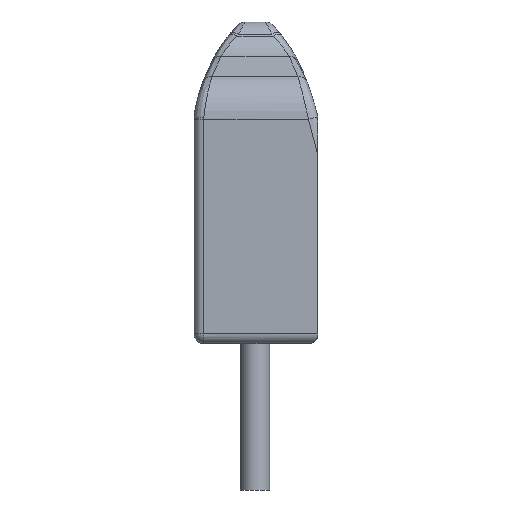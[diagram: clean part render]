
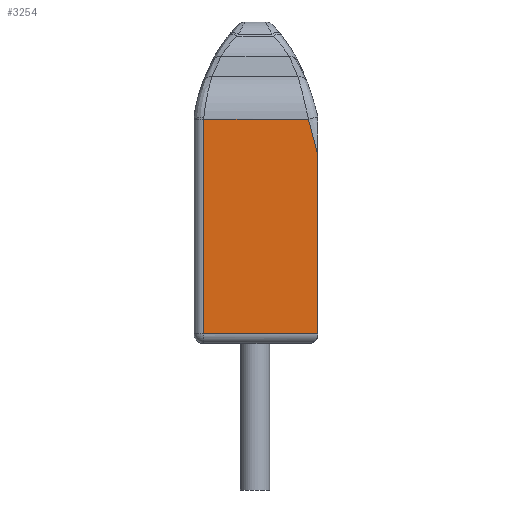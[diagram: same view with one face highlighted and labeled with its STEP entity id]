
A CAD part, left-side view. The second image highlights one B-rep face of the part: STEP entity #3254.
In plain terms, the highlighted planar face has unit normal (-1, 0, 0).
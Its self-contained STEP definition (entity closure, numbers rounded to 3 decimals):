
#44 = PLANE('',#45);
#45 = AXIS2_PLACEMENT_3D('',#46,#47,#48);
#46 = CARTESIAN_POINT('',(-0.003,-2.54,2.993));
#47 = DIRECTION('',(0.,-1.,0.));
#48 = DIRECTION('',(0.,0.,-1.));
#536 = VERTEX_POINT('',#537);
#537 = CARTESIAN_POINT('',(-3.8,-2.54,3.858));
#605 = ( BOUNDED_SURFACE() B_SPLINE_SURFACE(2,9,(
    (#606,#607,#608,#609,#610,#611,#612,#613,#614,#615)
    ,(#616,#617,#618,#619,#620,#621,#622,#623,#624,#625)
    ,(#626,#627,#628,#629,#630,#631,#632,#633,#634,#635
)),.UNSPECIFIED.,.F.,.F.,.F.) B_SPLINE_SURFACE_WITH_KNOTS((3,3),(10,10),
  (0.,0.461),(-0.456,0.006),
.PIECEWISE_BEZIER_KNOTS.) GEOMETRIC_REPRESENTATION_ITEM() 
RATIONAL_B_SPLINE_SURFACE((
    (1.,1.,1.,1.,1.,1.,1.,1.,1.,1.)
    ,(0.707,0.706,0.706,0.706
      ,0.706,0.706,0.707,0.707
      ,0.707,0.707)
,(1.,1.,1.,1.,1.,1.,1.,1.,1.,1.))) REPRESENTATION_ITEM('') SURFACE() );
#606 = CARTESIAN_POINT('',(-3.8,-2.54,3.858));
#607 = CARTESIAN_POINT('',(-3.8,-2.498,4.018));
#608 = CARTESIAN_POINT('',(-3.8,-2.466,4.139));
#609 = CARTESIAN_POINT('',(-3.8,-2.441,4.233));
#610 = CARTESIAN_POINT('',(-3.8,-2.421,4.309));
#611 = CARTESIAN_POINT('',(-3.8,-2.403,4.376));
#612 = CARTESIAN_POINT('',(-3.8,-2.389,4.433));
#613 = CARTESIAN_POINT('',(-3.8,-2.374,4.489));
#614 = CARTESIAN_POINT('',(-3.8,-2.36,4.544));
#615 = CARTESIAN_POINT('',(-3.8,-2.345,4.6));
#616 = CARTESIAN_POINT('',(-3.8,-2.734,3.907));
#617 = CARTESIAN_POINT('',(-3.8,-2.692,4.067));
#618 = CARTESIAN_POINT('',(-3.8,-2.661,4.187));
#619 = CARTESIAN_POINT('',(-3.8,-2.636,4.281));
#620 = CARTESIAN_POINT('',(-3.8,-2.616,4.356));
#621 = CARTESIAN_POINT('',(-3.8,-2.598,4.423));
#622 = CARTESIAN_POINT('',(-3.8,-2.583,4.481));
#623 = CARTESIAN_POINT('',(-3.8,-2.568,4.538));
#624 = CARTESIAN_POINT('',(-3.8,-2.553,4.594));
#625 = CARTESIAN_POINT('',(-3.8,-2.538,4.651));
#626 = CARTESIAN_POINT('',(-3.601,-2.728,
    3.93));
#627 = CARTESIAN_POINT('',(-3.601,-2.685,
    4.093));
#628 = CARTESIAN_POINT('',(-3.602,-2.653,
    4.218));
#629 = CARTESIAN_POINT('',(-3.602,-2.627,4.314)
  );
#630 = CARTESIAN_POINT('',(-3.603,-2.607,
    4.392));
#631 = CARTESIAN_POINT('',(-3.602,-2.59,
    4.456));
#632 = CARTESIAN_POINT('',(-3.6,-2.577,
    4.503));
#633 = CARTESIAN_POINT('',(-3.6,-2.565,
    4.55));
#634 = CARTESIAN_POINT('',(-3.6,-2.553,
    4.595));
#635 = CARTESIAN_POINT('',(-3.6,-2.541,
    4.642));
#670 = EDGE_CURVE('',#536,#671,#673,.T.);
#671 = VERTEX_POINT('',#672);
#672 = CARTESIAN_POINT('',(-3.8,-2.54,0.2));
#673 = SURFACE_CURVE('',#674,(#678,#685),.PCURVE_S1.);
#674 = LINE('',#675,#676);
#675 = CARTESIAN_POINT('',(-3.8,-2.54,4.6));
#676 = VECTOR('',#677,1.);
#677 = DIRECTION('',(0.,0.,-1.));
#678 = PCURVE('',#44,#679);
#679 = DEFINITIONAL_REPRESENTATION('',(#680),#684);
#680 = LINE('',#681,#682);
#681 = CARTESIAN_POINT('',(-1.607,-3.797));
#682 = VECTOR('',#683,1.);
#683 = DIRECTION('',(1.,0.));
#684 = ( GEOMETRIC_REPRESENTATION_CONTEXT(2) 
PARAMETRIC_REPRESENTATION_CONTEXT() REPRESENTATION_CONTEXT('2D SPACE',''
  ) );
#685 = PCURVE('',#686,#691);
#686 = PLANE('',#687);
#687 = AXIS2_PLACEMENT_3D('',#688,#689,#690);
#688 = CARTESIAN_POINT('',(-3.8,0.,4.6));
#689 = DIRECTION('',(1.,0.,0.));
#690 = DIRECTION('',(0.,0.,-1.));
#691 = DEFINITIONAL_REPRESENTATION('',(#692),#696);
#692 = LINE('',#693,#694);
#693 = CARTESIAN_POINT('',(0.,-2.54));
#694 = VECTOR('',#695,1.);
#695 = DIRECTION('',(1.,0.));
#696 = ( GEOMETRIC_REPRESENTATION_CONTEXT(2) 
PARAMETRIC_REPRESENTATION_CONTEXT() REPRESENTATION_CONTEXT('2D SPACE',''
  ) );
#3032 = VERTEX_POINT('',#3033);
#3033 = CARTESIAN_POINT('',(-3.8,-2.345,4.6));
#3059 = CYLINDRICAL_SURFACE('',#3060,1.);
#3060 = AXIS2_PLACEMENT_3D('',#3061,#3062,#3063);
#3061 = CARTESIAN_POINT('',(-2.8,0.,4.6));
#3062 = DIRECTION('',(-0.,1.,0.));
#3063 = DIRECTION('',(1.,0.,0.));
#3161 = EDGE_CURVE('',#536,#3032,#3162,.T.);
#3162 = SURFACE_CURVE('',#3163,(#3174,#3181),.PCURVE_S1.);
#3163 = ( BOUNDED_CURVE() B_SPLINE_CURVE(9,(#3164,#3165,#3166,#3167,
    #3168,#3169,#3170,#3171,#3172,#3173),.UNSPECIFIED.,.F.,.F.) 
B_SPLINE_CURVE_WITH_KNOTS((10,10),(-0.456,0.006),
.PIECEWISE_BEZIER_KNOTS.) CURVE() GEOMETRIC_REPRESENTATION_ITEM() 
RATIONAL_B_SPLINE_CURVE((1.,1.,1.,1.,1.,1.,1.,1.,1.,1.)) 
REPRESENTATION_ITEM('') );
#3164 = CARTESIAN_POINT('',(-3.8,-2.54,3.858));
#3165 = CARTESIAN_POINT('',(-3.8,-2.498,4.018));
#3166 = CARTESIAN_POINT('',(-3.8,-2.466,4.139));
#3167 = CARTESIAN_POINT('',(-3.8,-2.441,4.233));
#3168 = CARTESIAN_POINT('',(-3.8,-2.421,4.309));
#3169 = CARTESIAN_POINT('',(-3.8,-2.403,4.376));
#3170 = CARTESIAN_POINT('',(-3.8,-2.389,4.433));
#3171 = CARTESIAN_POINT('',(-3.8,-2.374,4.489));
#3172 = CARTESIAN_POINT('',(-3.8,-2.36,4.544));
#3173 = CARTESIAN_POINT('',(-3.8,-2.345,4.6));
#3174 = PCURVE('',#605,#3175);
#3175 = DEFINITIONAL_REPRESENTATION('',(#3176),#3180);
#3176 = LINE('',#3177,#3178);
#3177 = CARTESIAN_POINT('',(0.,0.));
#3178 = VECTOR('',#3179,1.);
#3179 = DIRECTION('',(0.,1.));
#3180 = ( GEOMETRIC_REPRESENTATION_CONTEXT(2) 
PARAMETRIC_REPRESENTATION_CONTEXT() REPRESENTATION_CONTEXT('2D SPACE',''
  ) );
#3181 = PCURVE('',#686,#3182);
#3182 = DEFINITIONAL_REPRESENTATION('',(#3183),#3194);
#3183 = B_SPLINE_CURVE_WITH_KNOTS('',9,(#3184,#3185,#3186,#3187,#3188,
    #3189,#3190,#3191,#3192,#3193),.UNSPECIFIED.,.F.,.F.,(10,10),(
    -0.456,0.006),.PIECEWISE_BEZIER_KNOTS.);
#3184 = CARTESIAN_POINT('',(0.742,-2.54));
#3185 = CARTESIAN_POINT('',(0.582,-2.498));
#3186 = CARTESIAN_POINT('',(0.461,-2.466));
#3187 = CARTESIAN_POINT('',(0.367,-2.441));
#3188 = CARTESIAN_POINT('',(0.291,-2.421));
#3189 = CARTESIAN_POINT('',(0.224,-2.403));
#3190 = CARTESIAN_POINT('',(0.167,-2.389));
#3191 = CARTESIAN_POINT('',(0.111,-2.374));
#3192 = CARTESIAN_POINT('',(0.056,-2.36));
#3193 = CARTESIAN_POINT('',(0.,-2.345));
#3194 = ( GEOMETRIC_REPRESENTATION_CONTEXT(2) 
PARAMETRIC_REPRESENTATION_CONTEXT() REPRESENTATION_CONTEXT('2D SPACE',''
  ) );
#3254 = ADVANCED_FACE('',(#3255),#686,.F.);
#3255 = FACE_BOUND('',#3256,.F.);
#3256 = EDGE_LOOP('',(#3257,#3287,#3308,#3309,#3310));
#3257 = ORIENTED_EDGE('',*,*,#3258,.T.);
#3258 = EDGE_CURVE('',#3259,#3261,#3263,.T.);
#3259 = VERTEX_POINT('',#3260);
#3260 = CARTESIAN_POINT('',(-3.8,-0.2,0.2));
#3261 = VERTEX_POINT('',#3262);
#3262 = CARTESIAN_POINT('',(-3.8,-0.2,4.6));
#3263 = SURFACE_CURVE('',#3264,(#3268,#3275),.PCURVE_S1.);
#3264 = LINE('',#3265,#3266);
#3265 = CARTESIAN_POINT('',(-3.8,-0.2,0.));
#3266 = VECTOR('',#3267,1.);
#3267 = DIRECTION('',(0.,0.,1.));
#3268 = PCURVE('',#686,#3269);
#3269 = DEFINITIONAL_REPRESENTATION('',(#3270),#3274);
#3270 = LINE('',#3271,#3272);
#3271 = CARTESIAN_POINT('',(4.6,-0.2));
#3272 = VECTOR('',#3273,1.);
#3273 = DIRECTION('',(-1.,0.));
#3274 = ( GEOMETRIC_REPRESENTATION_CONTEXT(2) 
PARAMETRIC_REPRESENTATION_CONTEXT() REPRESENTATION_CONTEXT('2D SPACE',''
  ) );
#3275 = PCURVE('',#3276,#3281);
#3276 = CYLINDRICAL_SURFACE('',#3277,0.2);
#3277 = AXIS2_PLACEMENT_3D('',#3278,#3279,#3280);
#3278 = CARTESIAN_POINT('',(-3.6,-0.2,0.));
#3279 = DIRECTION('',(0.,0.,1.));
#3280 = DIRECTION('',(0.,1.,0.));
#3281 = DEFINITIONAL_REPRESENTATION('',(#3282),#3286);
#3282 = LINE('',#3283,#3284);
#3283 = CARTESIAN_POINT('',(1.571,0.));
#3284 = VECTOR('',#3285,1.);
#3285 = DIRECTION('',(0.,1.));
#3286 = ( GEOMETRIC_REPRESENTATION_CONTEXT(2) 
PARAMETRIC_REPRESENTATION_CONTEXT() REPRESENTATION_CONTEXT('2D SPACE',''
  ) );
#3287 = ORIENTED_EDGE('',*,*,#3288,.T.);
#3288 = EDGE_CURVE('',#3261,#3032,#3289,.T.);
#3289 = SURFACE_CURVE('',#3290,(#3294,#3301),.PCURVE_S1.);
#3290 = LINE('',#3291,#3292);
#3291 = CARTESIAN_POINT('',(-3.8,0.,4.6));
#3292 = VECTOR('',#3293,1.);
#3293 = DIRECTION('',(0.,-1.,0.));
#3294 = PCURVE('',#686,#3295);
#3295 = DEFINITIONAL_REPRESENTATION('',(#3296),#3300);
#3296 = LINE('',#3297,#3298);
#3297 = CARTESIAN_POINT('',(0.,0.));
#3298 = VECTOR('',#3299,1.);
#3299 = DIRECTION('',(0.,-1.));
#3300 = ( GEOMETRIC_REPRESENTATION_CONTEXT(2) 
PARAMETRIC_REPRESENTATION_CONTEXT() REPRESENTATION_CONTEXT('2D SPACE',''
  ) );
#3301 = PCURVE('',#3059,#3302);
#3302 = DEFINITIONAL_REPRESENTATION('',(#3303),#3307);
#3303 = LINE('',#3304,#3305);
#3304 = CARTESIAN_POINT('',(-3.142,0.));
#3305 = VECTOR('',#3306,1.);
#3306 = DIRECTION('',(-0.,-1.));
#3307 = ( GEOMETRIC_REPRESENTATION_CONTEXT(2) 
PARAMETRIC_REPRESENTATION_CONTEXT() REPRESENTATION_CONTEXT('2D SPACE',''
  ) );
#3308 = ORIENTED_EDGE('',*,*,#3161,.F.);
#3309 = ORIENTED_EDGE('',*,*,#670,.T.);
#3310 = ORIENTED_EDGE('',*,*,#3311,.F.);
#3311 = EDGE_CURVE('',#3259,#671,#3312,.T.);
#3312 = SURFACE_CURVE('',#3313,(#3317,#3324),.PCURVE_S1.);
#3313 = LINE('',#3314,#3315);
#3314 = CARTESIAN_POINT('',(-3.8,-0.2,0.2));
#3315 = VECTOR('',#3316,1.);
#3316 = DIRECTION('',(0.,-1.,0.));
#3317 = PCURVE('',#686,#3318);
#3318 = DEFINITIONAL_REPRESENTATION('',(#3319),#3323);
#3319 = LINE('',#3320,#3321);
#3320 = CARTESIAN_POINT('',(4.4,-0.2));
#3321 = VECTOR('',#3322,1.);
#3322 = DIRECTION('',(0.,-1.));
#3323 = ( GEOMETRIC_REPRESENTATION_CONTEXT(2) 
PARAMETRIC_REPRESENTATION_CONTEXT() REPRESENTATION_CONTEXT('2D SPACE',''
  ) );
#3324 = PCURVE('',#3325,#3330);
#3325 = CYLINDRICAL_SURFACE('',#3326,0.2);
#3326 = AXIS2_PLACEMENT_3D('',#3327,#3328,#3329);
#3327 = CARTESIAN_POINT('',(-3.6,-0.2,0.2));
#3328 = DIRECTION('',(0.,-1.,0.));
#3329 = DIRECTION('',(-1.,0.,0.));
#3330 = DEFINITIONAL_REPRESENTATION('',(#3331),#3335);
#3331 = LINE('',#3332,#3333);
#3332 = CARTESIAN_POINT('',(0.,0.));
#3333 = VECTOR('',#3334,1.);
#3334 = DIRECTION('',(0.,1.));
#3335 = ( GEOMETRIC_REPRESENTATION_CONTEXT(2) 
PARAMETRIC_REPRESENTATION_CONTEXT() REPRESENTATION_CONTEXT('2D SPACE',''
  ) );
